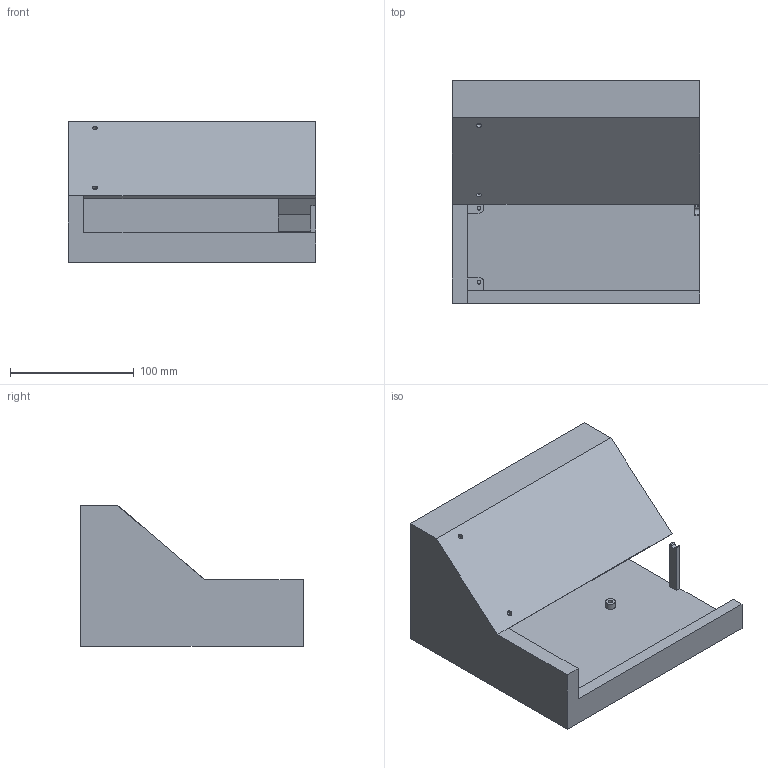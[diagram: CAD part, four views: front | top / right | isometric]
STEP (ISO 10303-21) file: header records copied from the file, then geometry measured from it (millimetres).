
FILE_DESCRIPTION(/* description */ (''),/* implementation_level */ '2;1');
FILE_NAME(/* name */ 'leftside.stp',/* time_stamp */ '2026-01-05T15:11:46+01:00',/* author */ ('Wendelin'),/* organization */ (''),/* preprocessor_version */ 'ST-DEVELOPER v20',/* originating_system */ 'Autodesk Inventor 2024',/* authorisation */ '');
FILE_SCHEMA (('AUTOMOTIVE_DESIGN { 1 0 10303 214 3 1 1 }'));
Length unit declared in the file: millimetre
Products named in the file (1): leftside
Bounding box: 200 x 180 x 114 mm (x, y, z)
Volume: 577814.9 mm3; surface area: 199185.7 mm2
Topology: 1 solids, 3 shells, 70 faces, 160 edges, 106 vertices
Faces by surface type: plane 49, cylinder 21
Full cylindrical faces by diameter (mm): 3.121 x9, 4 x3, 8 x2
Entity records: 2017 total; most frequent: DIRECTION 344, CARTESIAN_POINT 337, ORIENTED_EDGE 320, EDGE_CURVE 160, LINE 118, VECTOR 118, AXIS2_PLACEMENT_3D 113, VERTEX_POINT 106
